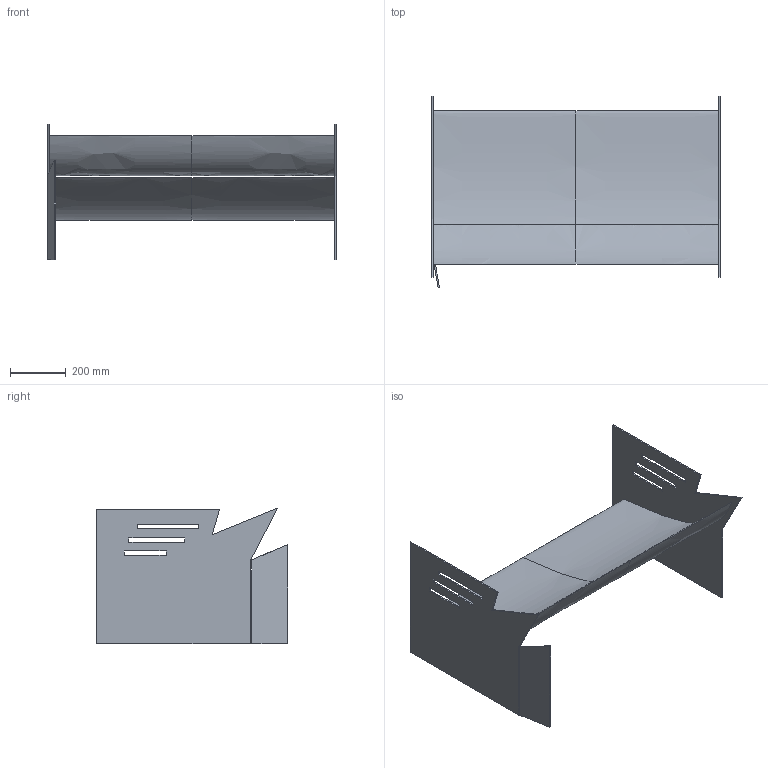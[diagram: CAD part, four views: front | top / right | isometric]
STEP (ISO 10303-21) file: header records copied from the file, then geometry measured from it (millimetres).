
FILE_DESCRIPTION(('CATIA V5 STEP Exchange'),'2;1');
FILE_NAME('rearwing.stp','2018-11-23T15:51:10+00:00',('none'),('none'),'CATIA Version 5 Release 17 (IN-10)','CATIA V5 STEP AP203','none');
FILE_SCHEMA(('CONFIG_CONTROL_DESIGN'));
Length unit declared in the file: millimetre
Products named in the file (3): rearwing; end; Symmetry of end
Assembly tree (10 placements, depth 3):
  rearwing
    #56
    #1897
    end
      #3708
    Symmetry of end
      #4447
      #5129
      #5304
    #5494
    #7299
Bounding box: 1029.98 x 683.02 x 485.25 mm (x, y, z)
Volume: 23514921.1 mm3; surface area: 2615792.9 mm2
Topology: 8 solids, 8 shells, 74 faces, 170 edges, 113 vertices
Faces by surface type: plane 64, bspline 8, cylinder 2
Entity records: 9111 total; most frequent: CARTESIAN_POINT 7256, ORIENTED_EDGE 332, DIRECTION 314, EDGE_CURVE 166, VECTOR 138, LINE 138, VERTEX_POINT 108, AXIS2_PLACEMENT_3D 90
